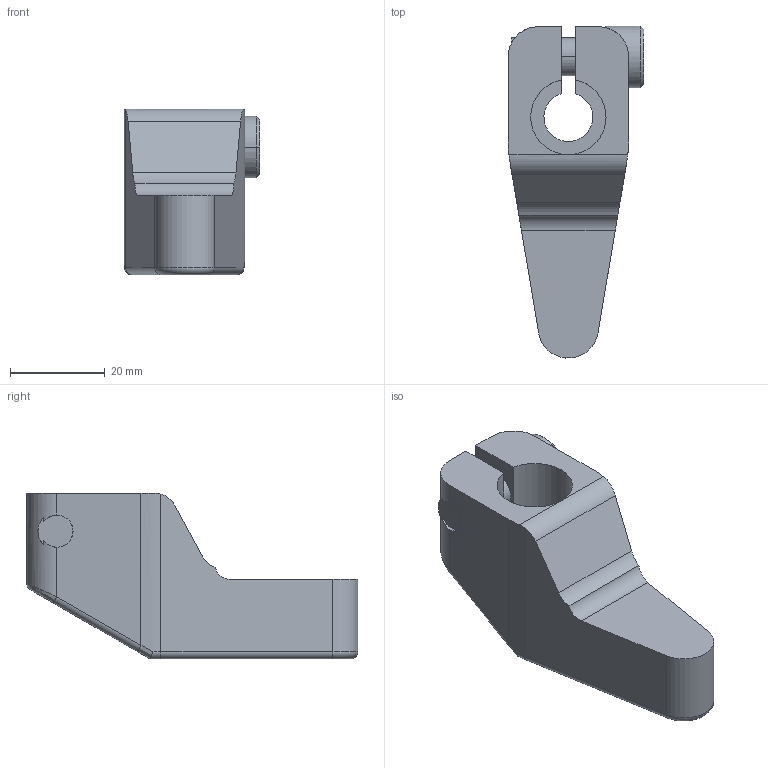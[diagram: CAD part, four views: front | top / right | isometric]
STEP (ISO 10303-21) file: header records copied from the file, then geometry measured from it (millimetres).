
FILE_DESCRIPTION((''),'2;1');
FILE_NAME('ILCM44141500','2006-05-16T',('KR'),(''),'PRO/ENGINEER BY PARAMETRIC TECHNOLOGY CORPORATION, 2004290','PRO/ENGINEER BY PARAMETRIC TECHNOLOGY CORPORATION, 2004290','');
FILE_SCHEMA(('AUTOMOTIVE_DESIGN_CC2 { 1 2 10303 214 -1 1 5 2 }'));
Length unit declared in the file: millimetre
Products named in the file (1): ILCM44141500
Bounding box: 28.62 x 69.98 x 34.93 mm (x, y, z)
Volume: 27925.8 mm3; surface area: 9217.8 mm2
Topology: 1 solids, 1 shells, 66 faces, 171 edges, 109 vertices
Faces by surface type: plane 31, cylinder 26, bspline 4, torus 3, cone 2
Entity records: 2993 total; most frequent: CARTESIAN_POINT 650, ORIENTED_EDGE 342, DIRECTION 319, PRESENTATION_STYLE_ASSIGNMENT 181, STYLED_ITEM 172, CURVE_STYLE 171, EDGE_CURVE 171, AXIS2_PLACEMENT_3D 113
